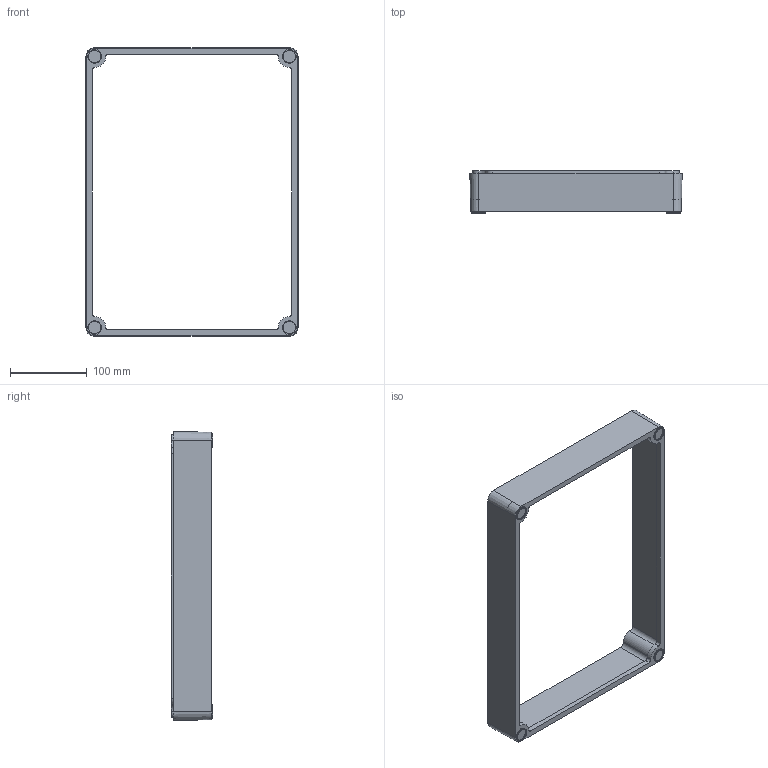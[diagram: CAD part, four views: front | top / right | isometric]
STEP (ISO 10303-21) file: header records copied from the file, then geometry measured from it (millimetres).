
FILE_DESCRIPTION (( 'STEP AP214' ), '1' );
FILE_NAME ('FIBOX_EKPZR_Extensionframe.STEP', '2015-10-23T06:04:28', ( '' ), ( '' ), 'SwSTEP 2.0', 'SolidWorks 2014', '' );
FILE_SCHEMA (( 'AUTOMOTIVE_DESIGN' ));
Length unit declared in the file: millimetre
Products named in the file (1): FIBOX_EKPZR_Extensionframe
Bounding box: 277 x 54.5 x 377 mm (x, y, z)
Volume: 401919.5 mm3; surface area: 163872.9 mm2
Topology: 1 solids, 1 shells, 96 faces, 240 edges, 156 vertices
Faces by surface type: cylinder 52, plane 32, cone 12
Entity records: 2954 total; most frequent: DIRECTION 562, CARTESIAN_POINT 493, ORIENTED_EDGE 480, EDGE_CURVE 240, AXIS2_PLACEMENT_3D 225, VERTEX_POINT 156, CIRCLE 128, VECTOR 112
